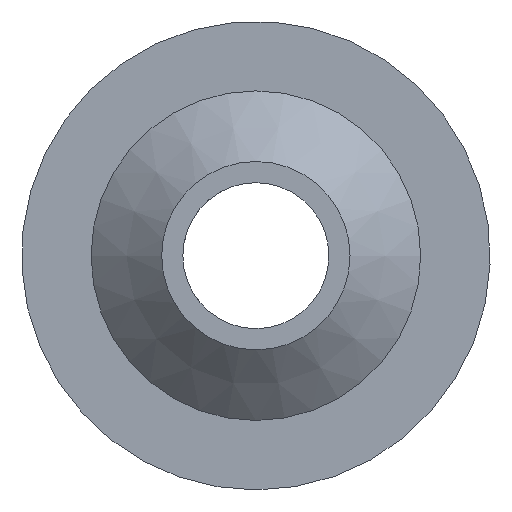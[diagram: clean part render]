
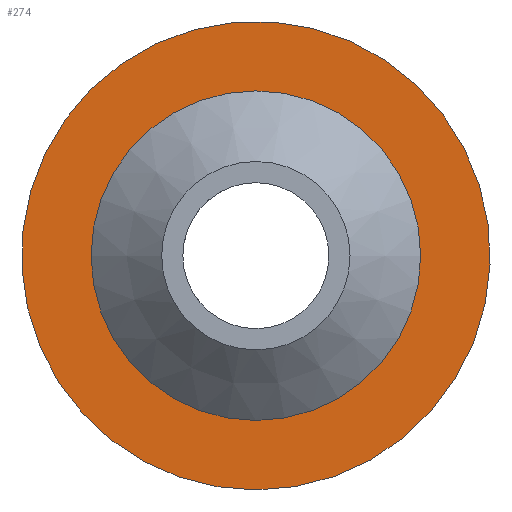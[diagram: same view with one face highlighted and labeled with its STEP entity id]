
A CAD part, front view. The second image highlights one B-rep face of the part: STEP entity #274.
In plain terms, the highlighted planar face has unit normal (0, -1, 0).
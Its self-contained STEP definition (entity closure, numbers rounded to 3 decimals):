
#49=FACE_BOUND('',#82,.T.);
#63=FACE_OUTER_BOUND('',#81,.T.);
#81=EDGE_LOOP('',(#237,#238));
#82=EDGE_LOOP('',(#239,#240));
#102=CIRCLE('',#324,3.5);
#103=CIRCLE('',#325,3.5);
#104=CIRCLE('',#327,4.975);
#105=CIRCLE('',#328,4.975);
#129=VERTEX_POINT('',#747);
#130=VERTEX_POINT('',#749);
#131=VERTEX_POINT('',#753);
#132=VERTEX_POINT('',#754);
#164=EDGE_CURVE('',#130,#129,#102,.T.);
#165=EDGE_CURVE('',#129,#130,#103,.T.);
#166=EDGE_CURVE('',#131,#132,#104,.T.);
#168=EDGE_CURVE('',#132,#131,#105,.T.);
#237=ORIENTED_EDGE('',*,*,#166,.F.);
#238=ORIENTED_EDGE('',*,*,#168,.F.);
#239=ORIENTED_EDGE('',*,*,#164,.T.);
#240=ORIENTED_EDGE('',*,*,#165,.T.);
#245=PLANE('',#329);
#274=ADVANCED_FACE('',(#63,#49),#245,.T.);
#324=AXIS2_PLACEMENT_3D('',#750,#398,#399);
#325=AXIS2_PLACEMENT_3D('',#751,#400,#401);
#327=AXIS2_PLACEMENT_3D('',#755,#404,#405);
#328=AXIS2_PLACEMENT_3D('',#757,#407,#408);
#329=AXIS2_PLACEMENT_3D('',#758,#409,#410);
#398=DIRECTION('center_axis',(0.,1.,0.));
#399=DIRECTION('ref_axis',(1.,0.,0.));
#400=DIRECTION('center_axis',(0.,1.,0.));
#401=DIRECTION('ref_axis',(1.,0.,0.));
#404=DIRECTION('center_axis',(0.,1.,0.));
#405=DIRECTION('ref_axis',(0.842,0.,0.54));
#407=DIRECTION('center_axis',(0.,1.,0.));
#408=DIRECTION('ref_axis',(0.842,0.,0.54));
#409=DIRECTION('center_axis',(0.,-1.,0.));
#410=DIRECTION('ref_axis',(0.54,0.,-0.842));
#747=CARTESIAN_POINT('',(-3.5,0.838,0.));
#749=CARTESIAN_POINT('',(3.5,0.837,0.));
#750=CARTESIAN_POINT('Origin',(0.,0.838,0.));
#751=CARTESIAN_POINT('Origin',(0.,0.838,0.));
#753=CARTESIAN_POINT('',(0.,0.838,-4.975));
#754=CARTESIAN_POINT('',(-4.188,0.838,-2.685));
#755=CARTESIAN_POINT('Origin',(0.,0.838,0.));
#757=CARTESIAN_POINT('Origin',(0.,0.838,0.));
#758=CARTESIAN_POINT('Origin',(0.,0.838,0.));
